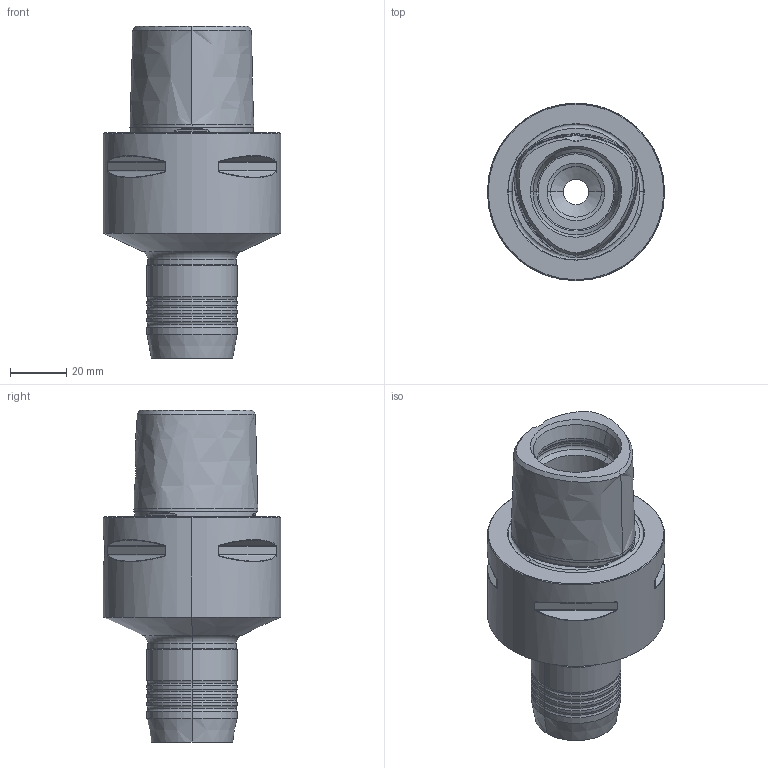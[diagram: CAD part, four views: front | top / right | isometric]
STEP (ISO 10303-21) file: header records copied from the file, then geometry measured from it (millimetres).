
FILE_DESCRIPTION (( 'STEP AP214' ), '1' );
FILE_NAME ('77.C63.012 x=80_step.STEP', '2022-04-12T10:25:05', ( '' ), ( '' ), 'SwSTEP 2.0', 'SolidWorks 2018', '' );
FILE_SCHEMA (( 'AUTOMOTIVE_DESIGN' ));
Length unit declared in the file: millimetre
Products named in the file (1): 77.C63.012 x=80_step
Bounding box: 63 x 63 x 118 mm (x, y, z)
Volume: 173594.4 mm3; surface area: 28829.8 mm2
Topology: 1 solids, 1 shells, 195 faces, 444 edges, 256 vertices
Faces by surface type: bspline 54, cylinder 50, cone 34, torus 32, plane 25
Entity records: 11631 total; most frequent: CARTESIAN_POINT 7463, ORIENTED_EDGE 880, DIRECTION 758, EDGE_CURVE 440, AXIS2_PLACEMENT_3D 327, VERTEX_POINT 256, EDGE_LOOP 208, FACE_OUTER_BOUND 195
